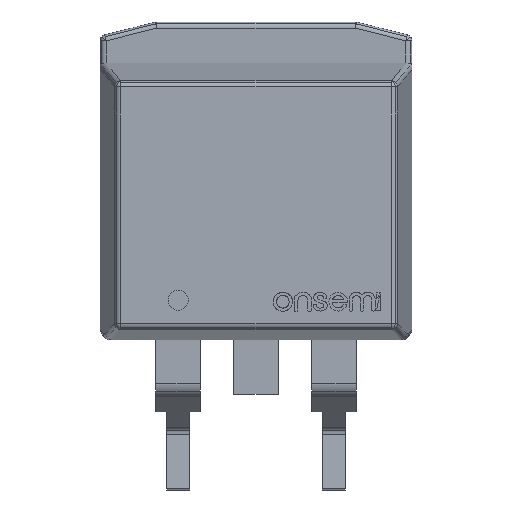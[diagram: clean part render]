
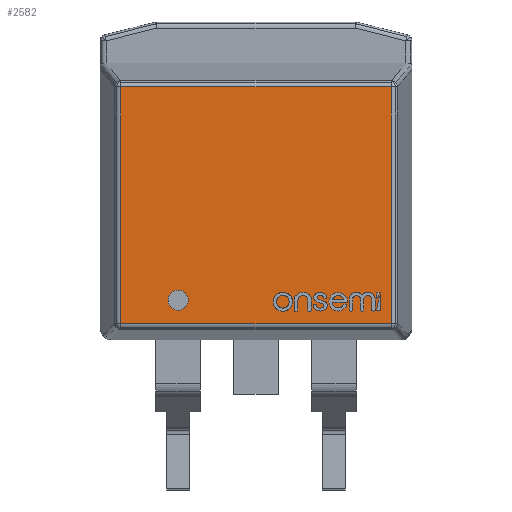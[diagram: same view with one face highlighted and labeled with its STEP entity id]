
A CAD part, top view. The second image highlights one B-rep face of the part: STEP entity #2582.
In plain terms, the highlighted planar face has unit normal (0, 0, 1).
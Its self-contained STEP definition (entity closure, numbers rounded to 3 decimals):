
#78 = VECTOR ( 'NONE', #6250, 1000. ) ;
#106 = ORIENTED_EDGE ( 'NONE', *, *, #5716, .F. ) ;
#504 = CARTESIAN_POINT ( 'NONE',  ( -4.414, -3.983, 5.08 ) ) ;
#1117 = EDGE_CURVE ( 'NONE', #2922, #2548, #6779, .T. ) ;
#1356 = VECTOR ( 'NONE', #3614, 1000. ) ;
#1689 = CARTESIAN_POINT ( 'NONE',  ( -4.414, -2.254, 5.08 ) ) ;
#1980 = EDGE_CURVE ( 'NONE', #2987, #3065, #7341, .T. ) ;
#1990 = DIRECTION ( 'NONE',  ( 1., 0., 0. ) ) ;
#2366 = VECTOR ( 'NONE', #1990, 1000. ) ;
#2548 = VERTEX_POINT ( 'NONE', #4376 ) ;
#2582 = ADVANCED_FACE ( 'NONE', ( #4334 ), #5622, .T. ) ;
#2910 = VECTOR ( 'NONE', #6721, 1000. ) ;
#2922 = VERTEX_POINT ( 'NONE', #4244 ) ;
#2977 = DIRECTION ( 'NONE',  ( 0., 0., 1. ) ) ;
#2987 = VERTEX_POINT ( 'NONE', #504 ) ;
#3065 = VERTEX_POINT ( 'NONE', #3955 ) ;
#3112 = CARTESIAN_POINT ( 'NONE',  ( 2.54, -3.983, 5.08 ) ) ;
#3614 = DIRECTION ( 'NONE',  ( -1., 0., 0. ) ) ;
#3687 = CARTESIAN_POINT ( 'NONE',  ( 4.414, -2.254, 5.08 ) ) ;
#3919 = ORIENTED_EDGE ( 'NONE', *, *, #1980, .F. ) ;
#3955 = CARTESIAN_POINT ( 'NONE',  ( -4.414, 3.726, 5.08 ) ) ;
#4244 = CARTESIAN_POINT ( 'NONE',  ( 4.414, 3.726, 5.08 ) ) ;
#4334 = FACE_OUTER_BOUND ( 'NONE', #5947, .T. ) ;
#4376 = CARTESIAN_POINT ( 'NONE',  ( 4.414, -3.983, 5.08 ) ) ;
#4993 = DIRECTION ( 'NONE',  ( 1., 0., 0. ) ) ;
#5029 = ORIENTED_EDGE ( 'NONE', *, *, #5152, .F. ) ;
#5152 = EDGE_CURVE ( 'NONE', #3065, #2922, #6981, .T. ) ;
#5163 = CARTESIAN_POINT ( 'NONE',  ( 2.54, 3.726, 5.08 ) ) ;
#5622 = PLANE ( 'NONE',  #5924 ) ;
#5716 = EDGE_CURVE ( 'NONE', #2548, #2987, #7456, .T. ) ;
#5924 = AXIS2_PLACEMENT_3D ( 'NONE', #8128, #2977, #4993 ) ;
#5947 = EDGE_LOOP ( 'NONE', ( #3919, #106, #7276, #5029 ) ) ;
#6250 = DIRECTION ( 'NONE',  ( 0., -1., 0. ) ) ;
#6721 = DIRECTION ( 'NONE',  ( 0., 1., 0. ) ) ;
#6779 = LINE ( 'NONE', #3687, #78 ) ;
#6981 = LINE ( 'NONE', #5163, #2366 ) ;
#7276 = ORIENTED_EDGE ( 'NONE', *, *, #1117, .F. ) ;
#7341 = LINE ( 'NONE', #1689, #2910 ) ;
#7456 = LINE ( 'NONE', #3112, #1356 ) ;
#8128 = CARTESIAN_POINT ( 'NONE',  ( 0., 0., 5.08 ) ) ;
